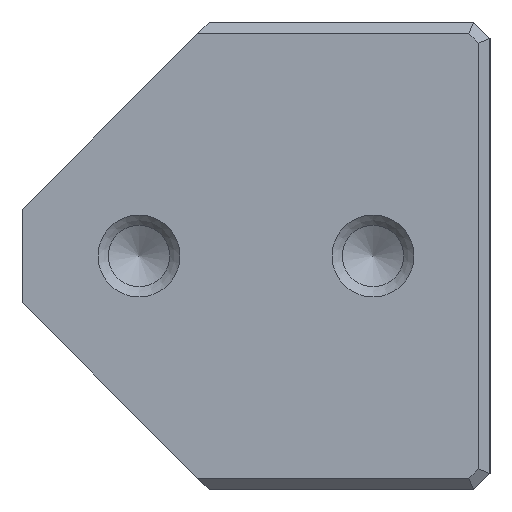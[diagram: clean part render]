
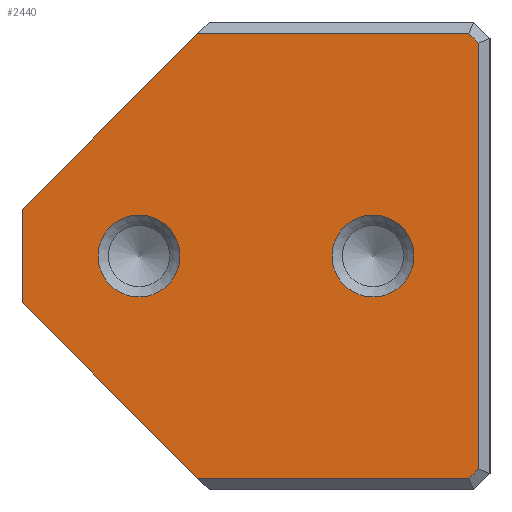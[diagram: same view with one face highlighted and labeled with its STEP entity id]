
A CAD part, left-side view. The second image highlights one B-rep face of the part: STEP entity #2440.
In plain terms, the highlighted planar face has unit normal (-1, 0, 0).
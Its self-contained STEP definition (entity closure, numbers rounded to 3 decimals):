
#2440=ADVANCED_FACE('',(#3275,#3276,#3277),#2791,.T.);
#2791=PLANE('',#8281);
#3020=CIRCLE('',#8279,3.5);
#3021=CIRCLE('',#8280,3.5);
#3275=FACE_BOUND('',#3420,.T.);
#3276=FACE_BOUND('',#3421,.T.);
#3277=FACE_BOUND('',#3422,.T.);
#3420=EDGE_LOOP('',(#4065));
#3421=EDGE_LOOP('',(#4066));
#3422=EDGE_LOOP('',(#4067,#4068,#4069,#4070,#4071,#4072,#4073,#4074));
#4065=ORIENTED_EDGE('',*,*,#6381,.T.);
#4066=ORIENTED_EDGE('',*,*,#6382,.T.);
#4067=ORIENTED_EDGE('',*,*,#6383,.T.);
#4068=ORIENTED_EDGE('',*,*,#6384,.T.);
#4069=ORIENTED_EDGE('',*,*,#6385,.T.);
#4070=ORIENTED_EDGE('',*,*,#6386,.T.);
#4071=ORIENTED_EDGE('',*,*,#6387,.T.);
#4072=ORIENTED_EDGE('',*,*,#6388,.T.);
#4073=ORIENTED_EDGE('',*,*,#6389,.T.);
#4074=ORIENTED_EDGE('',*,*,#6390,.F.);
#5789=VERTEX_POINT('',#10556);
#5790=VERTEX_POINT('',#10558);
#5791=VERTEX_POINT('',#10560);
#5792=VERTEX_POINT('',#10561);
#5793=VERTEX_POINT('',#10563);
#5794=VERTEX_POINT('',#10565);
#5795=VERTEX_POINT('',#10567);
#5796=VERTEX_POINT('',#10569);
#5797=VERTEX_POINT('',#10571);
#5798=VERTEX_POINT('',#10573);
#6381=EDGE_CURVE('',#5789,#5789,#3020,.T.);
#6382=EDGE_CURVE('',#5790,#5790,#3021,.T.);
#6383=EDGE_CURVE('',#5791,#5792,#7161,.T.);
#6384=EDGE_CURVE('',#5792,#5793,#7162,.T.);
#6385=EDGE_CURVE('',#5793,#5794,#7163,.T.);
#6386=EDGE_CURVE('',#5794,#5795,#7164,.T.);
#6387=EDGE_CURVE('',#5795,#5796,#7165,.T.);
#6388=EDGE_CURVE('',#5796,#5797,#7166,.T.);
#6389=EDGE_CURVE('',#5797,#5798,#7167,.T.);
#6390=EDGE_CURVE('',#5791,#5798,#7168,.T.);
#7161=LINE('',#10559,#7795);
#7162=LINE('',#10562,#7796);
#7163=LINE('',#10564,#7797);
#7164=LINE('',#10566,#7798);
#7165=LINE('',#10568,#7799);
#7166=LINE('',#10570,#7800);
#7167=LINE('',#10572,#7801);
#7168=LINE('',#10574,#7802);
#7795=VECTOR('',#8761,1.);
#7796=VECTOR('',#8762,1.);
#7797=VECTOR('',#8763,1.);
#7798=VECTOR('',#8764,1.);
#7799=VECTOR('',#8765,1.);
#7800=VECTOR('',#8766,1.);
#7801=VECTOR('',#8767,1.);
#7802=VECTOR('',#8768,1.);
#8279=AXIS2_PLACEMENT_3D('',#10555,#8757,#8758);
#8280=AXIS2_PLACEMENT_3D('',#10557,#8759,#8760);
#8281=AXIS2_PLACEMENT_3D('',#10575,#8769,#8770);
#8757=DIRECTION('',(1.,0.,0.));
#8758=DIRECTION('',(0.,0.,1.));
#8759=DIRECTION('',(1.,0.,0.));
#8760=DIRECTION('',(0.,0.,1.));
#8761=DIRECTION('',(0.,-0.707,-0.707));
#8762=DIRECTION('',(0.,-1.,0.));
#8763=DIRECTION('',(0.,-0.707,0.707));
#8764=DIRECTION('',(0.,0.,1.));
#8765=DIRECTION('',(0.,0.707,0.707));
#8766=DIRECTION('',(0.,1.,0.));
#8767=DIRECTION('',(0.,0.707,-0.707));
#8768=DIRECTION('',(0.,0.,1.));
#8769=DIRECTION('',(-1.,0.,0.));
#8770=DIRECTION('',(0.,0.,-1.));
#10555=CARTESIAN_POINT('',(0.,30.,20.));
#10556=CARTESIAN_POINT('',(0.,30.,23.5));
#10557=CARTESIAN_POINT('',(0.,10.,20.));
#10558=CARTESIAN_POINT('',(0.,10.,23.5));
#10559=CARTESIAN_POINT('',(0.,22.,-2.));
#10560=CARTESIAN_POINT('',(0.,40.,16.));
#10561=CARTESIAN_POINT('',(0.,25.,1.));
#10562=CARTESIAN_POINT('',(0.,20.,1.));
#10563=CARTESIAN_POINT('',(0.,1.814,1.));
#10564=CARTESIAN_POINT('',(0.,11.407,-8.593));
#10565=CARTESIAN_POINT('',(0.,1.,1.814));
#10566=CARTESIAN_POINT('',(0.,1.,0.));
#10567=CARTESIAN_POINT('',(0.,1.,38.186));
#10568=CARTESIAN_POINT('',(0.,-8.593,28.593));
#10569=CARTESIAN_POINT('',(0.,1.814,39.));
#10570=CARTESIAN_POINT('',(0.,20.,39.));
#10571=CARTESIAN_POINT('',(0.,25.,39.));
#10572=CARTESIAN_POINT('',(0.,42.,22.));
#10573=CARTESIAN_POINT('',(0.,40.,24.));
#10574=CARTESIAN_POINT('',(0.,40.,0.));
#10575=CARTESIAN_POINT('',(0.,20.,0.));
